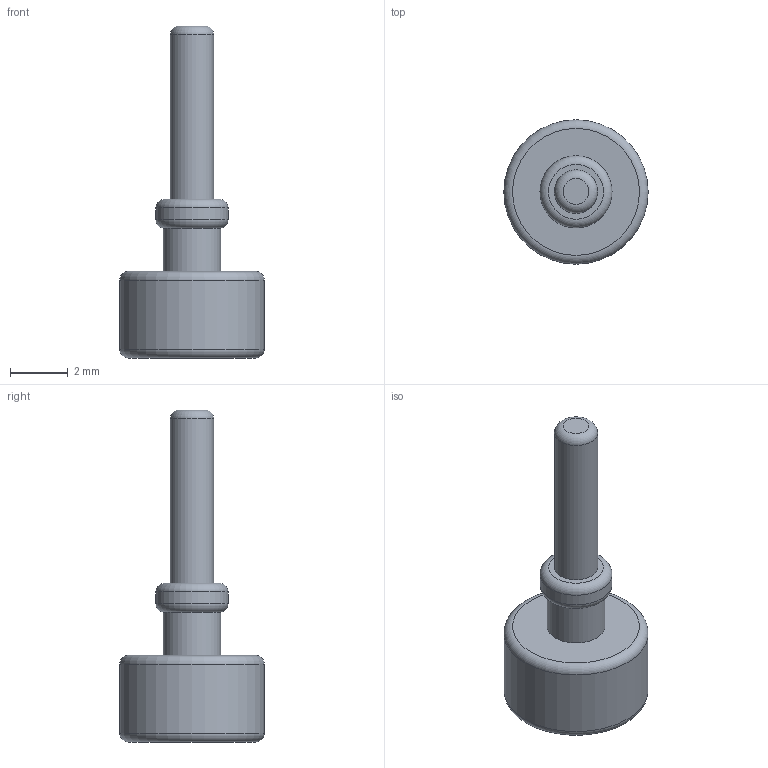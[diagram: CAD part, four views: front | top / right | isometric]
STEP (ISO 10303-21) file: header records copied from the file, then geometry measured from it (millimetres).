
FILE_DESCRIPTION(/* description */ (''),/* implementation_level */ '2;1');
FILE_NAME(/* name */ 'Bottom button.step',/* time_stamp */ '2022-12-13T21:12:37+03:00',/* author */ (''),/* organization */ (''),/* preprocessor_version */ 'ST-DEVELOPER v19.2',/* originating_system */ 'Autodesk Translation Framework v11.17.0.187',/* authorisation */ '');
FILE_SCHEMA (('AUTOMOTIVE_DESIGN { 1 0 10303 214 3 1 1 }'));
Length unit declared in the file: millimetre
Products named in the file (1): Bottom button
Bounding box: 5 x 5 x 11.5 mm (x, y, z)
Volume: 78.2 mm3; surface area: 128.6 mm2
Topology: 1 solids, 1 shells, 13 faces, 21 edges, 12 vertices
Faces by surface type: torus 5, plane 4, cylinder 4
Full cylindrical faces by diameter (mm): 1.5 x1, 2 x1, 2.5 x1, 5 x1
Entity records: 337 total; most frequent: DIRECTION 66, CARTESIAN_POINT 47, ORIENTED_EDGE 42, AXIS2_PLACEMENT_3D 31, EDGE_CURVE 21, CIRCLE 17, EDGE_LOOP 15, FACE_OUTER_BOUND 13
